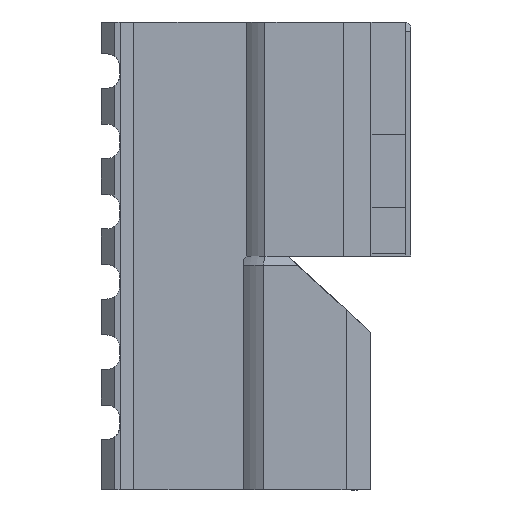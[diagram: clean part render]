
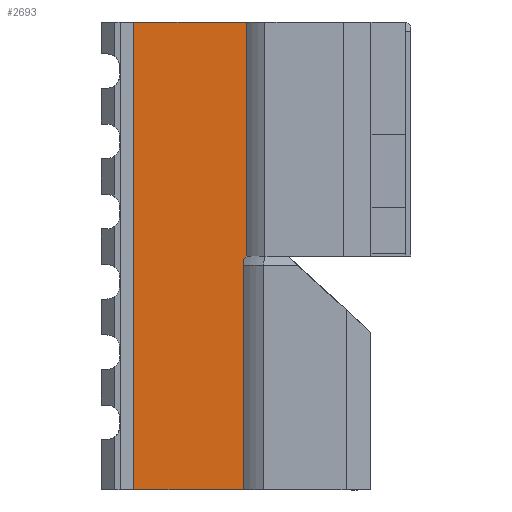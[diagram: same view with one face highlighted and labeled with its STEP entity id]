
A CAD part, left-side view. The second image highlights one B-rep face of the part: STEP entity #2693.
In plain terms, the highlighted planar face has unit normal (-1, 0, 0).
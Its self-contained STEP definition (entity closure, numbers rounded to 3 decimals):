
#165=PLANE('',#2930);
#298=FACE_OUTER_BOUND('',#436,.T.);
#436=EDGE_LOOP('',(#2442,#2443,#2444,#2445,#2446,#2447));
#464=(
BOUNDED_CURVE()
B_SPLINE_CURVE(2,(#4372,#4373,#4374),.UNSPECIFIED.,.F.,.F.)
B_SPLINE_CURVE_WITH_KNOTS((3,3),(2.398,2.497),
 .UNSPECIFIED.)
CURVE()
GEOMETRIC_REPRESENTATION_ITEM()
RATIONAL_B_SPLINE_CURVE((2.278,2.297,2.316))
REPRESENTATION_ITEM('')
);
#556=LINE('',#3986,#851);
#738=LINE('',#4467,#1033);
#740=LINE('',#4470,#1035);
#741=LINE('',#4472,#1036);
#742=LINE('',#4473,#1037);
#851=VECTOR('',#3181,10.);
#1033=VECTOR('',#3635,14.12);
#1035=VECTOR('',#3639,14.12);
#1036=VECTOR('',#3640,14.12);
#1037=VECTOR('',#3641,10.);
#1219=VERTEX_POINT('',#3983);
#1220=VERTEX_POINT('',#3985);
#1343=VERTEX_POINT('',#4368);
#1345=VERTEX_POINT('',#4371);
#1371=VERTEX_POINT('',#4466);
#1372=VERTEX_POINT('',#4471);
#1515=EDGE_CURVE('',#1219,#1220,#556,.T.);
#1706=EDGE_CURVE('',#1343,#1345,#464,.F.);
#1752=EDGE_CURVE('',#1371,#1345,#738,.T.);
#1754=EDGE_CURVE('',#1220,#1343,#740,.T.);
#1755=EDGE_CURVE('',#1219,#1372,#741,.T.);
#1756=EDGE_CURVE('',#1371,#1372,#742,.T.);
#2442=ORIENTED_EDGE('',*,*,#1752,.T.);
#2443=ORIENTED_EDGE('',*,*,#1706,.F.);
#2444=ORIENTED_EDGE('',*,*,#1754,.F.);
#2445=ORIENTED_EDGE('',*,*,#1515,.F.);
#2446=ORIENTED_EDGE('',*,*,#1755,.T.);
#2447=ORIENTED_EDGE('',*,*,#1756,.F.);
#2693=ADVANCED_FACE('',(#298),#165,.T.);
#2930=AXIS2_PLACEMENT_3D('',#4469,#3637,#3638);
#3181=DIRECTION('',(0.,-1.,0.));
#3635=DIRECTION('',(0.,0.,1.));
#3637=DIRECTION('center_axis',(-1.,0.,0.));
#3638=DIRECTION('ref_axis',(0.,0.,1.));
#3639=DIRECTION('',(0.,0.,-1.));
#3640=DIRECTION('',(0.,0.,-1.));
#3641=DIRECTION('',(0.,1.,0.));
#3983=CARTESIAN_POINT('',(-7.836,85.673,123.138));
#3985=CARTESIAN_POINT('',(-7.836,68.688,123.138));
#3986=CARTESIAN_POINT('',(-7.836,69.994,123.138));
#4368=CARTESIAN_POINT('',(-7.836,68.688,87.838));
#4371=CARTESIAN_POINT('',(-7.836,69.122,87.378));
#4372=CARTESIAN_POINT('Ctrl Pts',(-7.836,69.122,87.378));
#4373=CARTESIAN_POINT('Ctrl Pts',(-7.836,68.902,87.614));
#4374=CARTESIAN_POINT('Ctrl Pts',(-7.836,68.688,87.838));
#4466=CARTESIAN_POINT('',(-7.836,69.122,52.538));
#4467=CARTESIAN_POINT('',(-7.836,69.122,87.838));
#4469=CARTESIAN_POINT('Origin',(-7.836,68.688,123.138));
#4470=CARTESIAN_POINT('',(-7.836,68.688,123.138));
#4471=CARTESIAN_POINT('',(-7.836,85.673,52.538));
#4472=CARTESIAN_POINT('',(-7.836,85.673,123.138));
#4473=CARTESIAN_POINT('',(-7.836,69.994,52.538));
